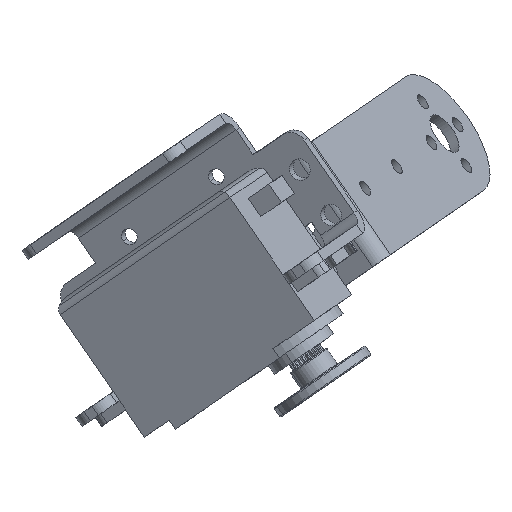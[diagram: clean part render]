
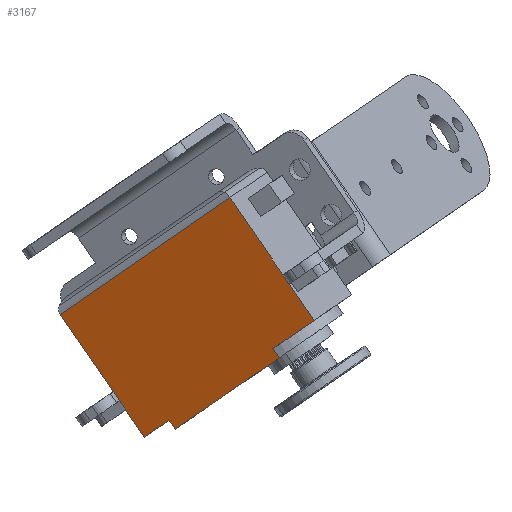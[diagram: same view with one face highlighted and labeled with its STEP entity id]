
A CAD part, front view. The second image highlights one B-rep face of the part: STEP entity #3167.
In plain terms, the highlighted planar face has unit normal (-0.338, -0.912, -0.233).
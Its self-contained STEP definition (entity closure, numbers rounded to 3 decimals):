
#212 = LINE ( 'NONE', #5609, #5309 ) ;
#248 = DIRECTION ( 'NONE',  ( 0.567, 0., -0.824 ) ) ;
#361 = EDGE_CURVE ( 'NONE', #971, #9234, #212, .T. ) ;
#446 = CARTESIAN_POINT ( 'NONE',  ( -44.311, 135.614, 11.317 ) ) ;
#971 = VERTEX_POINT ( 'NONE', #3627 ) ;
#1138 = CARTESIAN_POINT ( 'NONE',  ( -68.735, 148.336, -3.057 ) ) ;
#1210 = DIRECTION ( 'NONE',  ( -0.751, 0.41, -0.517 ) ) ;
#1383 = ORIENTED_EDGE ( 'NONE', *, *, #2697, .F. ) ;
#1521 = LINE ( 'NONE', #3607, #2923 ) ;
#1960 = EDGE_CURVE ( 'NONE', #5436, #5886, #5646, .T. ) ;
#2073 = CARTESIAN_POINT ( 'NONE',  ( -44.311, 135.614, 11.317 ) ) ;
#2383 = ORIENTED_EDGE ( 'NONE', *, *, #11306, .F. ) ;
#2557 = DIRECTION ( 'NONE',  ( 0.567, 0., -0.824 ) ) ;
#2682 = EDGE_LOOP ( 'NONE', ( #4494, #8356, #3519, #10452, #9428, #2383, #3988, #1383 ) ) ;
#2697 = EDGE_CURVE ( 'NONE', #9601, #11457, #10196, .T. ) ;
#2923 = VECTOR ( 'NONE', #8177, 1000. ) ;
#3167 = ADVANCED_FACE ( 'NONE', ( #3924 ), #9008, .T. ) ;
#3519 = ORIENTED_EDGE ( 'NONE', *, *, #361, .F. ) ;
#3523 = LINE ( 'NONE', #7039, #10230 ) ;
#3553 = LINE ( 'NONE', #8063, #3671 ) ;
#3607 = CARTESIAN_POINT ( 'NONE',  ( -64.228, 145.874, 0.044 ) ) ;
#3627 = CARTESIAN_POINT ( 'NONE',  ( -64.228, 145.874, 0.044 ) ) ;
#3671 = VECTOR ( 'NONE', #2557, 1000. ) ;
#3754 = CARTESIAN_POINT ( 'NONE',  ( -37.932, 131.51, 18.133 ) ) ;
#3924 = FACE_OUTER_BOUND ( 'NONE', #2682, .T. ) ;
#3988 = ORIENTED_EDGE ( 'NONE', *, *, #6676, .F. ) ;
#4289 = CARTESIAN_POINT ( 'NONE',  ( -63.094, 145.874, -1.604 ) ) ;
#4494 = ORIENTED_EDGE ( 'NONE', *, *, #8624, .F. ) ;
#4506 = LINE ( 'NONE', #8837, #4854 ) ;
#4854 = VECTOR ( 'NONE', #6382, 1000. ) ;
#4991 = VERTEX_POINT ( 'NONE', #5311 ) ;
#5309 = VECTOR ( 'NONE', #1210, 1000. ) ;
#5311 = CARTESIAN_POINT ( 'NONE',  ( -45.445, 135.614, 12.965 ) ) ;
#5436 = VERTEX_POINT ( 'NONE', #446 ) ;
#5609 = CARTESIAN_POINT ( 'NONE',  ( -68.735, 148.336, -3.057 ) ) ;
#5646 = LINE ( 'NONE', #2073, #7578 ) ;
#5704 = DIRECTION ( 'NONE',  ( -0.751, 0.41, -0.517 ) ) ;
#5886 = VERTEX_POINT ( 'NONE', #4289 ) ;
#6130 = CARTESIAN_POINT ( 'NONE',  ( -60.935, 135.716, 35.08 ) ) ;
#6382 = DIRECTION ( 'NONE',  ( -0.751, 0.41, -0.517 ) ) ;
#6676 = EDGE_CURVE ( 'NONE', #11457, #4991, #4506, .T. ) ;
#6823 = CARTESIAN_POINT ( 'NONE',  ( -84.038, 148.336, 19.188 ) ) ;
#7039 = CARTESIAN_POINT ( 'NONE',  ( -45.445, 135.614, 12.965 ) ) ;
#7322 = CARTESIAN_POINT ( 'NONE',  ( -53.234, 131.51, 40.378 ) ) ;
#7495 = CARTESIAN_POINT ( 'NONE',  ( -54.368, 131.51, 42.026 ) ) ;
#7515 = VECTOR ( 'NONE', #7886, 1000. ) ;
#7578 = VECTOR ( 'NONE', #5704, 1000. ) ;
#7886 = DIRECTION ( 'NONE',  ( 0.751, -0.41, 0.517 ) ) ;
#8063 = CARTESIAN_POINT ( 'NONE',  ( -85.171, 148.336, 20.836 ) ) ;
#8145 = DIRECTION ( 'NONE',  ( -0.338, -0.912, -0.233 ) ) ;
#8177 = DIRECTION ( 'NONE',  ( 0.567, 0., -0.824 ) ) ;
#8221 = CARTESIAN_POINT ( 'NONE',  ( -54.368, 131.51, 42.026 ) ) ;
#8356 = ORIENTED_EDGE ( 'NONE', *, *, #10454, .T. ) ;
#8624 = EDGE_CURVE ( 'NONE', #10733, #9601, #9573, .T. ) ;
#8837 = CARTESIAN_POINT ( 'NONE',  ( -68.735, 148.336, -3.057 ) ) ;
#9008 = PLANE ( 'NONE',  #11161 ) ;
#9234 = VERTEX_POINT ( 'NONE', #1138 ) ;
#9428 = ORIENTED_EDGE ( 'NONE', *, *, #1960, .F. ) ;
#9573 = LINE ( 'NONE', #6130, #7515 ) ;
#9601 = VERTEX_POINT ( 'NONE', #7322 ) ;
#9663 = DIRECTION ( 'NONE',  ( 0.567, 0., -0.824 ) ) ;
#9928 = EDGE_CURVE ( 'NONE', #971, #5886, #1521, .T. ) ;
#10196 = LINE ( 'NONE', #8221, #10407 ) ;
#10230 = VECTOR ( 'NONE', #9663, 1000. ) ;
#10407 = VECTOR ( 'NONE', #248, 1000. ) ;
#10452 = ORIENTED_EDGE ( 'NONE', *, *, #9928, .T. ) ;
#10454 = EDGE_CURVE ( 'NONE', #10733, #9234, #3553, .T. ) ;
#10733 = VERTEX_POINT ( 'NONE', #6823 ) ;
#10943 = DIRECTION ( 'NONE',  ( -0.751, 0.41, -0.517 ) ) ;
#11161 = AXIS2_PLACEMENT_3D ( 'NONE', #7495, #8145, #10943 ) ;
#11306 = EDGE_CURVE ( 'NONE', #4991, #5436, #3523, .T. ) ;
#11457 = VERTEX_POINT ( 'NONE', #3754 ) ;
